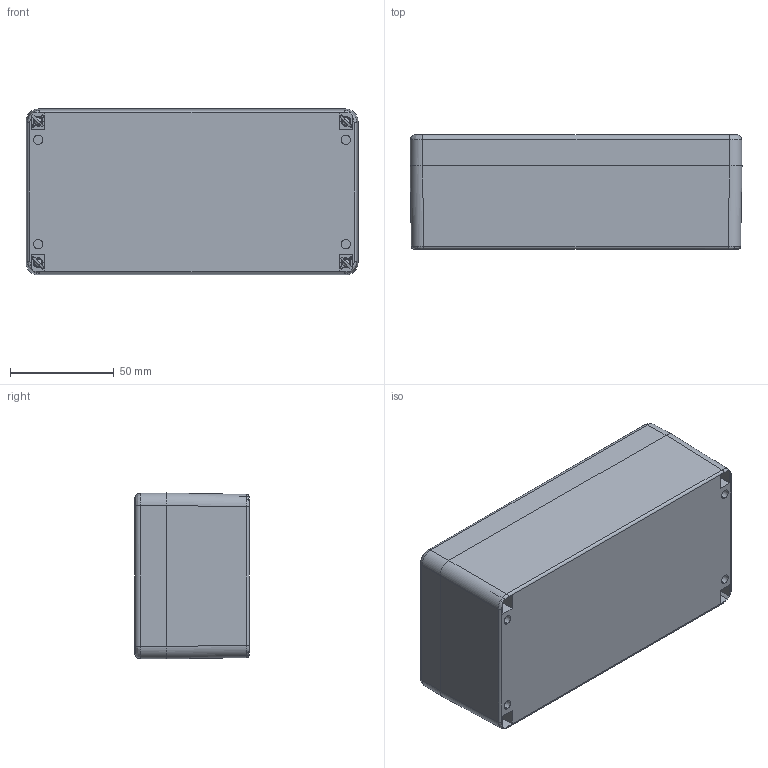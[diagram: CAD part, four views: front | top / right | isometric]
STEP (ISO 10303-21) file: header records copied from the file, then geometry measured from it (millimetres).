
FILE_DESCRIPTION (( 'STEP AP214' ), '1' );
FILE_NAME ('2365-1608-05-00.step', '2023-11-08T05:53:46', ( '' ), ( '' ), 'SwSTEP 2.0', 'SolidWorks 2019', '' );
FILE_SCHEMA (( 'AUTOMOTIVE_DESIGN' ));
Length unit declared in the file: millimetre
Products named in the file (5): Unterteil^2365-1608-05-00; Deckel^2365-1608-05-00; 2365-1608-05-00; Deckelschraube_3,5x14,5
Assembly tree (7 placements, depth 3):
  2365-1608-05-00
    2365-1608-05-00
      Deckelschraube_3,5x14,5  x4
      Unterteil^2365-1608-05-00
      Deckel^2365-1608-05-00
Bounding box: 160 x 55 x 80 mm (x, y, z)
Volume: 170545.5 mm3; surface area: 115957.5 mm2
Topology: 10 solids, 10 shells, 625 faces, 1648 edges, 1060 vertices
Faces by surface type: plane 289, cylinder 188, cone 76, bspline 48, sphere 16, torus 8
Entity records: 18779 total; most frequent: CARTESIAN_POINT 7011, ORIENTED_EDGE 2314, DIRECTION 2241, EDGE_CURVE 1157, AXIS2_PLACEMENT_3D 823, VERTEX_POINT 759, LINE 595, VECTOR 595
